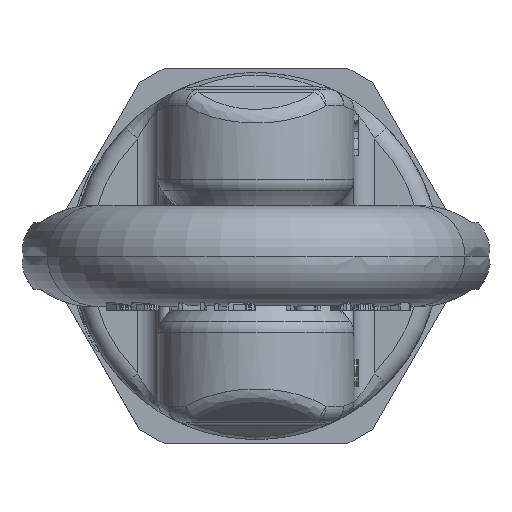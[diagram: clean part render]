
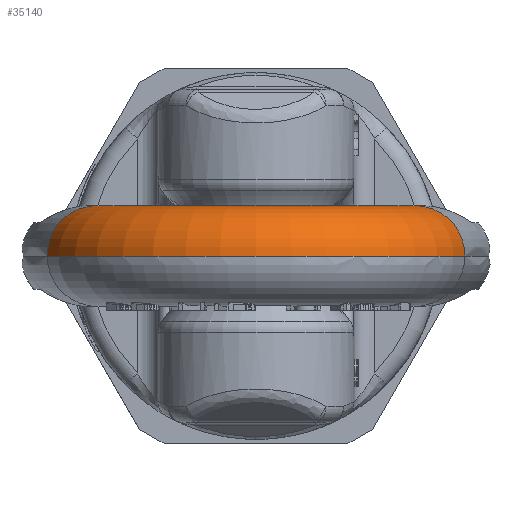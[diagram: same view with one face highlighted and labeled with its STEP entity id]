
A CAD part, left-side view. The second image highlights one B-rep face of the part: STEP entity #35140.
In plain terms, the highlighted toroidal (fillet/blend) face has major radius 39.5 mm and minor radius 12 mm.
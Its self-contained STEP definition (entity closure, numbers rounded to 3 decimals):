
#29171=CARTESIAN_POINT('',(-112.5,0.,0.));
#29172=DIRECTION('',(0.,0.,1.));
#29173=DIRECTION('',(-0.232,0.973,0.));
#29174=AXIS2_PLACEMENT_3D('',#29171,#29172,#29173);
#30288=CARTESIAN_POINT('',(-121.673,-38.42,0.));
#30289=DIRECTION('',(0.973,-0.232,0.));
#30290=DIRECTION('',(-0.232,-0.973,0.));
#30291=AXIS2_PLACEMENT_3D('',#30288,#30289,#30290);
#30841=CARTESIAN_POINT('',(-121.673,38.42,0.));
#30842=DIRECTION('',(-0.973,-0.232,0.));
#30843=DIRECTION('',(-0.232,0.973,0.));
#30844=AXIS2_PLACEMENT_3D('',#30841,#30842,#30843);
#30846=CARTESIAN_POINT('',(-112.5,0.,0.));
#30847=DIRECTION('',(0.,0.,1.));
#30848=DIRECTION('',(-0.232,0.973,0.));
#30849=AXIS2_PLACEMENT_3D('',#30846,#30847,#30848);
#33527=CARTESIAN_POINT('',(-118.887,26.748,0.));
#33528=CARTESIAN_POINT('',(-124.46,50.092,0.));
#33529=VERTEX_POINT('',#33527);
#33530=VERTEX_POINT('',#33528);
#33531=CARTESIAN_POINT('',(-118.887,-26.748,0.));
#33532=CARTESIAN_POINT('',(-124.46,-50.092,0.));
#33533=VERTEX_POINT('',#33531);
#33534=VERTEX_POINT('',#33532);
#35129=CARTESIAN_POINT('',(-112.5,0.,0.));
#35130=DIRECTION('',(0.,0.,1.));
#35131=DIRECTION('',(0.232,-0.973,0.));
#35132=AXIS2_PLACEMENT_3D('',#35129,#35130,#35131);
#35133=TOROIDAL_SURFACE('',#35132,39.5,12.);
#35134=ORIENTED_EDGE('',*,*,#34877,.F.);
#35135=ORIENTED_EDGE('',*,*,#34548,.T.);
#35136=ORIENTED_EDGE('',*,*,#34911,.T.);
#35137=ORIENTED_EDGE('',*,*,#34545,.F.);
#35138=EDGE_LOOP('',(#35134,#35135,#35136,#35137));
#35139=FACE_OUTER_BOUND('',#35138,.F.);
#35140=ADVANCED_FACE('',(#35139),#35133,.T.);
#29175=CIRCLE('',#29174,27.5);
#30292=CIRCLE('',#30291,12.);
#30845=CIRCLE('',#30844,12.);
#30850=CIRCLE('',#30849,51.5);
#34545=EDGE_CURVE('',#33529,#33533,#29175,.T.);
#34548=EDGE_CURVE('',#33530,#33534,#30850,.T.);
#34877=EDGE_CURVE('',#33530,#33529,#30845,.T.);
#34911=EDGE_CURVE('',#33534,#33533,#30292,.T.);
